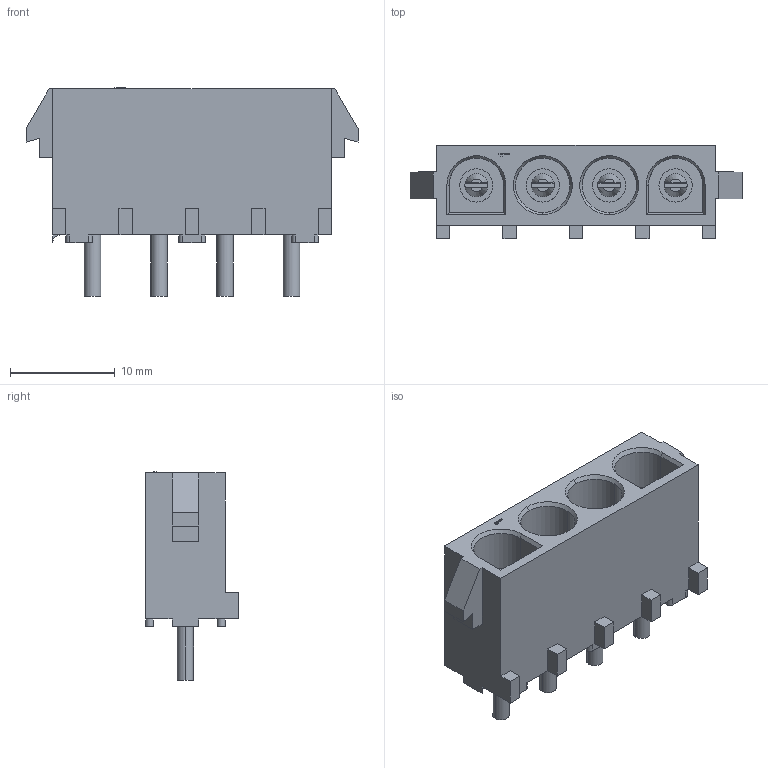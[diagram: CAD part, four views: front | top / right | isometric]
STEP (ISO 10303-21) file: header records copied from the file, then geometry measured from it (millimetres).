
FILE_DESCRIPTION((''),'2;1');
FILE_NAME('TYCO_350584-1.stp','2012-06-06T15:48:41',(''),(''),'Mechanical Desktop 2011','Mechanical Desktop 2011',', , ');
FILE_SCHEMA(('AUTOMOTIVE_DESIGN { 1 2 10303 214 1 1 1 1 }'));
Length unit declared in the file: millimetre
Products named in the file (1): Product
Bounding box: 31.75 x 8.89 x 19.9 mm (x, y, z)
Volume: 1946.5 mm3; surface area: 2968.4 mm2
Topology: 13 solids, 13 shells, 174 faces, 420 edges, 278 vertices
Faces by surface type: plane 117, cylinder 43, cone 14
Entity records: 5102 total; most frequent: CARTESIAN_POINT 905, DIRECTION 876, ORIENTED_EDGE 840, EDGE_CURVE 420, AXIS2_PLACEMENT_3D 297, VECTOR 282, LINE 282, VERTEX_POINT 278
